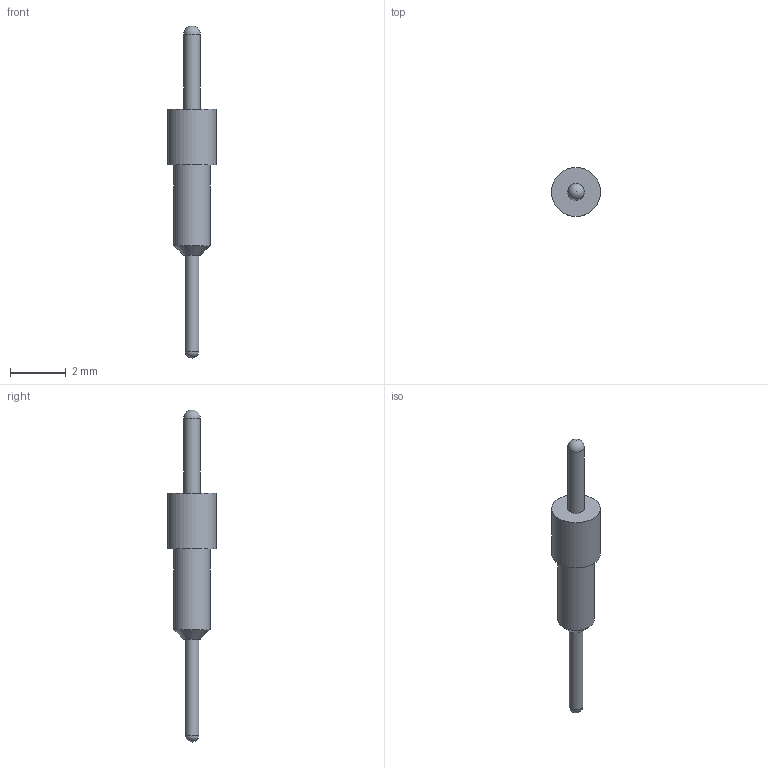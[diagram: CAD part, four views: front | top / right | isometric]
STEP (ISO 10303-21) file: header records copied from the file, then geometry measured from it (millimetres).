
FILE_DESCRIPTION(('FreeCAD Model'),'2;1');
FILE_NAME('Open CASCADE Shape Model','2023-04-06T10:43:36',(''),(''), 'Open CASCADE STEP processor 7.6','FreeCAD','Unknown');
FILE_SCHEMA(('AUTOMOTIVE_DESIGN { 1 0 10303 214 1 1 1 1 }'));
Length unit declared in the file: millimetre
Products named in the file (1): Body
Bounding box: 1.76 x 1.76 x 11.96 mm (x, y, z)
Volume: 10.6 mm3; surface area: 39.4 mm2
Topology: 1 solids, 1 shells, 10 faces, 18 edges, 11 vertices
Faces by surface type: cylinder 4, plane 3, sphere 2, cone 1
Full cylindrical faces by diameter (mm): 0.5 x1, 0.6 x1, 1.32 x1, 1.76 x1
Entity records: 261 total; most frequent: DIRECTION 49, CARTESIAN_POINT 38, ORIENTED_EDGE 32, AXIS2_PLACEMENT_3D 22, EDGE_CURVE 16, FACE_BOUND 13, EDGE_LOOP 13, VERTEX_POINT 11
